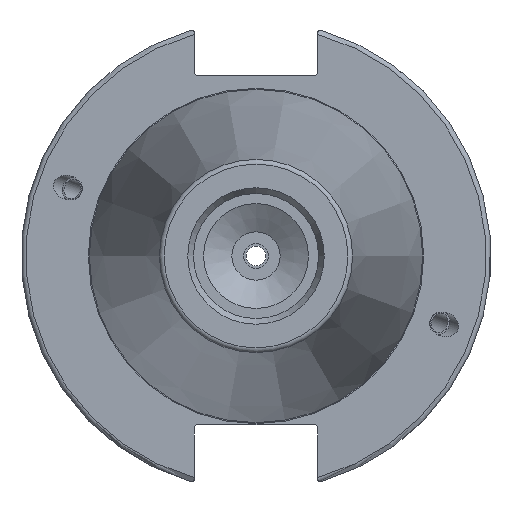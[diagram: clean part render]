
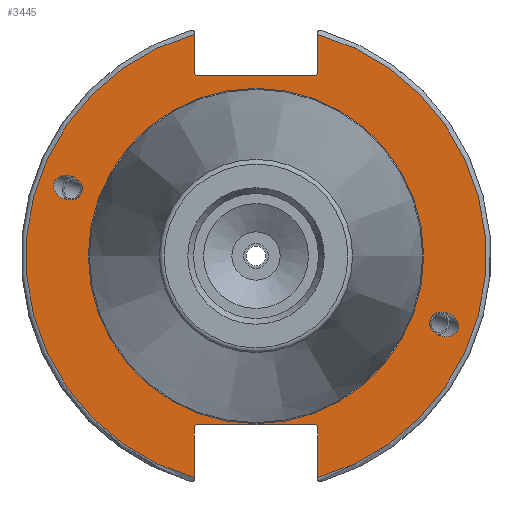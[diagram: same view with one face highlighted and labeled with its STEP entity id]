
A CAD part, left-side view. The second image highlights one B-rep face of the part: STEP entity #3445.
In plain terms, the highlighted planar face has unit normal (-1, 0, 0).
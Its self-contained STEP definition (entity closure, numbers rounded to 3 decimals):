
#565=ELLIPSE('',#3843,3.052,2.5);
#575=ELLIPSE('',#3867,3.052,2.5);
#622=FACE_BOUND('',#1034,.T.);
#623=FACE_BOUND('',#1035,.T.);
#624=FACE_BOUND('',#1036,.T.);
#663=PLANE('',#3873);
#828=FACE_OUTER_BOUND('',#1033,.T.);
#1033=EDGE_LOOP('',(#2665,#2666,#2667,#2668,#2669,#2670,#2671,#2672,#2673,
#2674,#2675,#2676));
#1034=EDGE_LOOP('',(#2677));
#1035=EDGE_LOOP('',(#2678));
#1036=EDGE_LOOP('',(#2679));
#1239=LINE('',#5658,#1416);
#1240=LINE('',#5660,#1417);
#1241=LINE('',#5662,#1418);
#1242=LINE('',#5664,#1419);
#1243=LINE('',#5666,#1420);
#1244=LINE('',#5670,#1421);
#1245=LINE('',#5672,#1422);
#1246=LINE('',#5674,#1423);
#1247=LINE('',#5676,#1424);
#1248=LINE('',#5677,#1425);
#1416=VECTOR('',#4487,10.);
#1417=VECTOR('',#4488,10.);
#1418=VECTOR('',#4489,10.);
#1419=VECTOR('',#4490,10.);
#1420=VECTOR('',#4491,10.);
#1421=VECTOR('',#4494,10.);
#1422=VECTOR('',#4495,10.);
#1423=VECTOR('',#4496,10.);
#1424=VECTOR('',#4497,10.);
#1425=VECTOR('',#4498,10.);
#1599=CIRCLE('',#3871,35.125);
#1601=CIRCLE('',#3874,48.213);
#1602=CIRCLE('',#3875,48.213);
#1800=VERTEX_POINT('',#5597);
#1814=VERTEX_POINT('',#5642);
#1817=VERTEX_POINT('',#5649);
#1818=VERTEX_POINT('',#5654);
#1819=VERTEX_POINT('',#5655);
#1820=VERTEX_POINT('',#5657);
#1821=VERTEX_POINT('',#5659);
#1822=VERTEX_POINT('',#5661);
#1823=VERTEX_POINT('',#5663);
#1824=VERTEX_POINT('',#5665);
#1825=VERTEX_POINT('',#5667);
#1826=VERTEX_POINT('',#5669);
#1827=VERTEX_POINT('',#5671);
#1828=VERTEX_POINT('',#5673);
#1829=VERTEX_POINT('',#5675);
#2112=EDGE_CURVE('',#1800,#1800,#565,.T.);
#2134=EDGE_CURVE('',#1814,#1814,#575,.T.);
#2137=EDGE_CURVE('',#1817,#1817,#1599,.T.);
#2139=EDGE_CURVE('',#1818,#1819,#1601,.T.);
#2140=EDGE_CURVE('',#1818,#1820,#1239,.T.);
#2141=EDGE_CURVE('',#1821,#1820,#1240,.T.);
#2142=EDGE_CURVE('',#1821,#1822,#1241,.T.);
#2143=EDGE_CURVE('',#1823,#1822,#1242,.T.);
#2144=EDGE_CURVE('',#1823,#1824,#1243,.T.);
#2145=EDGE_CURVE('',#1825,#1824,#1602,.T.);
#2146=EDGE_CURVE('',#1825,#1826,#1244,.T.);
#2147=EDGE_CURVE('',#1827,#1826,#1245,.T.);
#2148=EDGE_CURVE('',#1827,#1828,#1246,.T.);
#2149=EDGE_CURVE('',#1829,#1828,#1247,.T.);
#2150=EDGE_CURVE('',#1829,#1819,#1248,.T.);
#2665=ORIENTED_EDGE('',*,*,#2139,.F.);
#2666=ORIENTED_EDGE('',*,*,#2140,.T.);
#2667=ORIENTED_EDGE('',*,*,#2141,.F.);
#2668=ORIENTED_EDGE('',*,*,#2142,.T.);
#2669=ORIENTED_EDGE('',*,*,#2143,.F.);
#2670=ORIENTED_EDGE('',*,*,#2144,.T.);
#2671=ORIENTED_EDGE('',*,*,#2145,.F.);
#2672=ORIENTED_EDGE('',*,*,#2146,.T.);
#2673=ORIENTED_EDGE('',*,*,#2147,.F.);
#2674=ORIENTED_EDGE('',*,*,#2148,.T.);
#2675=ORIENTED_EDGE('',*,*,#2149,.F.);
#2676=ORIENTED_EDGE('',*,*,#2150,.T.);
#2677=ORIENTED_EDGE('',*,*,#2112,.T.);
#2678=ORIENTED_EDGE('',*,*,#2134,.T.);
#2679=ORIENTED_EDGE('',*,*,#2137,.F.);
#3445=ADVANCED_FACE('',(#828,#622,#623,#624),#663,.T.);
#3843=AXIS2_PLACEMENT_3D('',#5599,#4416,#4417);
#3867=AXIS2_PLACEMENT_3D('',#5644,#4471,#4472);
#3871=AXIS2_PLACEMENT_3D('',#5651,#4479,#4480);
#3873=AXIS2_PLACEMENT_3D('',#5653,#4483,#4484);
#3874=AXIS2_PLACEMENT_3D('',#5656,#4485,#4486);
#3875=AXIS2_PLACEMENT_3D('',#5668,#4492,#4493);
#4416=DIRECTION('center_axis',(1.,0.,0.));
#4417=DIRECTION('ref_axis',(0.,-0.94,-0.342));
#4471=DIRECTION('center_axis',(1.,0.,0.));
#4472=DIRECTION('ref_axis',(0.,0.94,0.342));
#4479=DIRECTION('center_axis',(-1.,0.,0.));
#4480=DIRECTION('ref_axis',(0.,-1.,0.));
#4483=DIRECTION('center_axis',(-1.,0.,0.));
#4484=DIRECTION('ref_axis',(0.,0.,1.));
#4485=DIRECTION('center_axis',(1.,0.,0.));
#4486=DIRECTION('ref_axis',(0.,-1.,0.));
#4487=DIRECTION('',(0.,0.,-1.));
#4488=DIRECTION('',(0.,-0.707,0.707));
#4489=DIRECTION('',(0.,1.,0.));
#4490=DIRECTION('',(0.,-0.707,-0.707));
#4491=DIRECTION('',(0.,0.,1.));
#4492=DIRECTION('center_axis',(1.,0.,0.));
#4493=DIRECTION('ref_axis',(0.,1.,0.));
#4494=DIRECTION('',(0.,0.,1.));
#4495=DIRECTION('',(0.,0.707,-0.707));
#4496=DIRECTION('',(0.,-1.,0.));
#4497=DIRECTION('',(0.,0.707,0.707));
#4498=DIRECTION('',(0.,0.,-1.));
#5597=CARTESIAN_POINT('',(3.175,-36.599,-13.321));
#5599=CARTESIAN_POINT('Origin',(3.175,-39.467,-14.365));
#5642=CARTESIAN_POINT('',(3.175,36.599,13.321));
#5644=CARTESIAN_POINT('Origin',(3.175,39.467,14.365));
#5649=CARTESIAN_POINT('',(3.175,0.,35.125));
#5651=CARTESIAN_POINT('Origin',(3.175,0.,0.));
#5653=CARTESIAN_POINT('Origin',(3.175,49.213,0.));
#5654=CARTESIAN_POINT('',(3.175,-12.95,46.441));
#5655=CARTESIAN_POINT('',(3.175,-12.95,-46.441));
#5656=CARTESIAN_POINT('Origin',(3.175,0.,0.));
#5657=CARTESIAN_POINT('',(3.175,-12.95,38.219));
#5658=CARTESIAN_POINT('',(3.175,-12.95,18.86));
#5659=CARTESIAN_POINT('',(3.175,-12.45,37.719));
#5660=CARTESIAN_POINT('',(3.175,12.27,12.999));
#5661=CARTESIAN_POINT('',(3.175,12.45,37.719));
#5662=CARTESIAN_POINT('',(3.175,24.606,37.719));
#5663=CARTESIAN_POINT('',(3.175,12.95,38.219));
#5664=CARTESIAN_POINT('',(3.175,12.336,37.605));
#5665=CARTESIAN_POINT('',(3.175,12.95,46.441));
#5666=CARTESIAN_POINT('',(3.175,12.95,18.86));
#5667=CARTESIAN_POINT('',(3.175,12.95,-46.441));
#5668=CARTESIAN_POINT('Origin',(3.175,0.,0.));
#5669=CARTESIAN_POINT('',(3.175,12.95,-35.806));
#5670=CARTESIAN_POINT('',(3.175,12.95,-17.653));
#5671=CARTESIAN_POINT('',(3.175,12.45,-35.306));
#5672=CARTESIAN_POINT('',(3.175,12.939,-35.795));
#5673=CARTESIAN_POINT('',(3.175,-12.45,-35.306));
#5674=CARTESIAN_POINT('',(3.175,24.606,-35.306));
#5675=CARTESIAN_POINT('',(3.175,-12.95,-35.806));
#5676=CARTESIAN_POINT('',(3.175,11.667,-11.189));
#5677=CARTESIAN_POINT('',(3.175,-12.95,-17.653));
